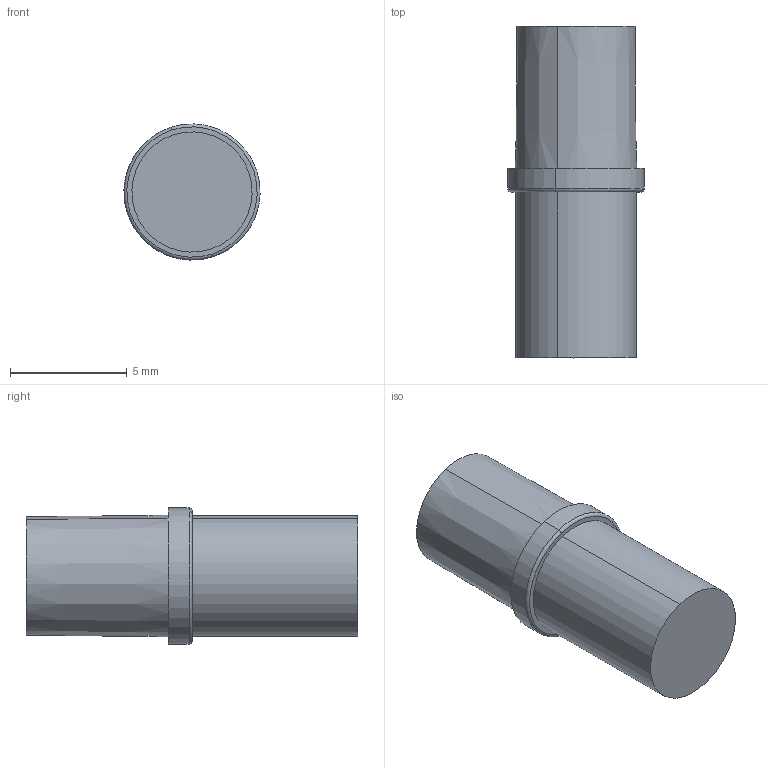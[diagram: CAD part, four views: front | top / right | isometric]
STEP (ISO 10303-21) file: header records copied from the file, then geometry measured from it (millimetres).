
FILE_DESCRIPTION (( 'STEP AP203' ), '1' );
FILE_NAME ('FLX XX.STEP', '2016-06-29T22:27:34', ( '' ), ( '' ), 'SwSTEP 2.0', 'SolidWorks 2014', '' );
FILE_SCHEMA (( 'CONFIG_CONTROL_DESIGN' ));
Length unit declared in the file: inch
Products named in the file (3): LO5; FLX XX; LCV 056 FLP
Assembly tree (1 placements, depth 2):
  LO5
  FLX XX
    LCV 056 FLP
Bounding box: 5.84 x 14.22 x 5.84 mm (x, y, z)
Volume: 274.2 mm3; surface area: 333.2 mm2
Topology: 1 solids, 1 shells, 18 faces, 33 edges, 20 vertices
Faces by surface type: torus 4, cone 4, cylinder 4, plane 4, sphere 2
Entity records: 728 total; most frequent: DIRECTION 102, CARTESIAN_POINT 75, ORIENTED_EDGE 66, AXIS2_PLACEMENT_3D 47, EDGE_CURVE 33, PERSON_AND_ORGANIZATION 25, CIRCLE 25, EDGE_LOOP 21
